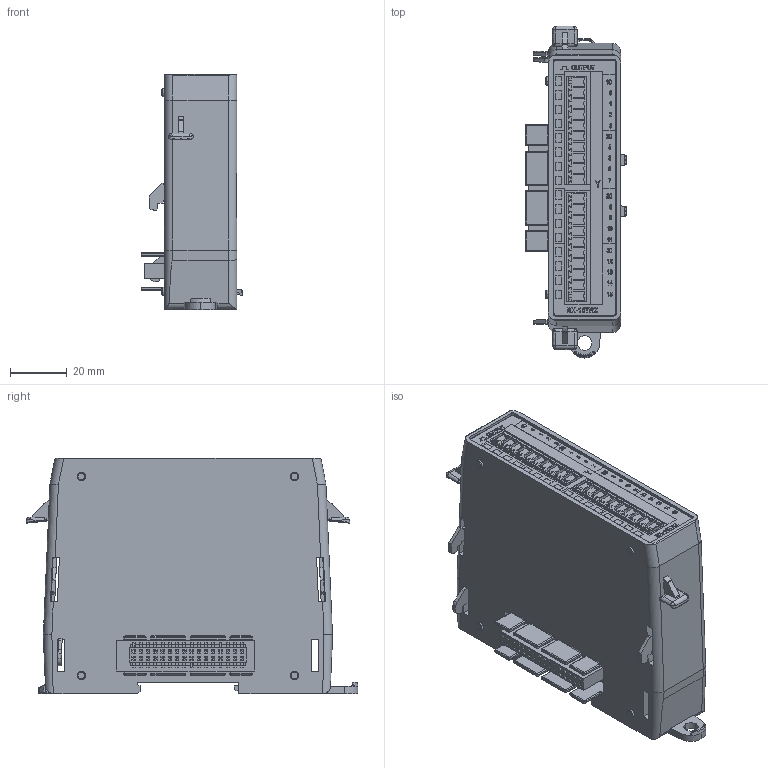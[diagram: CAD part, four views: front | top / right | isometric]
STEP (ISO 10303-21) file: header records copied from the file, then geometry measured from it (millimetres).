
FILE_DESCRIPTION (( 'STEP AP214' ), '1' );
FILE_NAME ('BX-16TRZ red door c comb1 fXT.STEP', '2020-08-19T15:29:40', ( '' ), ( '' ), 'SwSTEP 2.0', 'SolidWorks 2017', '' );
FILE_SCHEMA (( 'AUTOMOTIVE_DESIGN' ));
Length unit declared in the file: inch
Products named in the file (1): BX-16TRZ red door c comb1 fXT
Bounding box: 35.57 x 116.5 x 82.55 mm (x, y, z)
Volume: 189717.8 mm3; surface area: 46581.5 mm2
Topology: 14 solids, 23 shells, 3880 faces, 10364 edges, 6675 vertices
Faces by surface type: plane 2890, cylinder 477, bspline 429, torus 41, cone 35, sphere 8
Entity records: 160695 total; most frequent: CARTESIAN_POINT 50772, ORIENTED_EDGE 20700, DIRECTION 16586, EDGE_CURVE 10350, LINE 8266, VECTOR 8266, VERTEX_POINT 6673, EDGE_LOOP 4315
